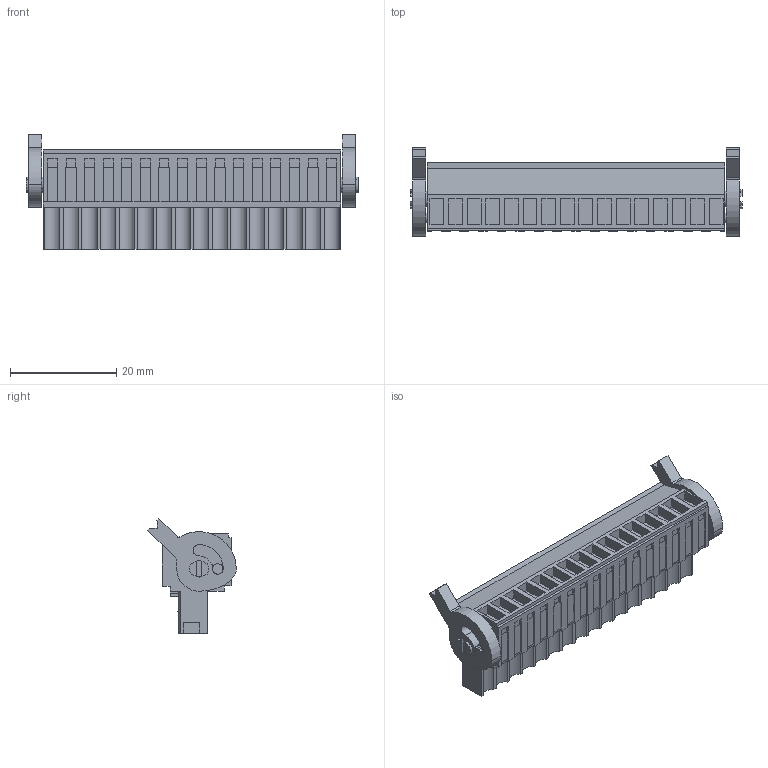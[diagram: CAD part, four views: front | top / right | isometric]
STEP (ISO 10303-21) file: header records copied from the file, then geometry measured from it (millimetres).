
FILE_DESCRIPTION(('CATIA V5 STEP Exchange','CAx-IF Rec.Pracs.--- Model Styling and Organization---1.2---2011-12-15'),'2;1');
FILE_NAME ('D1454458_0_1687790000_1687790000.stp','2017-04-25T12:19:31+00:00',('none'),('Weidmueller'),'CATIA Version 5-6 Release 2014','CATIA V5 STEP AP214','none');
FILE_SCHEMA(('AUTOMOTIVE_DESIGN { 1 0 10303 214 1 1 1 1 }'));
Length unit declared in the file: millimetre
Products named in the file (1): 1687790000
Bounding box: 62.4 x 16.66 x 21.53 mm (x, y, z)
Volume: 8815.7 mm3; surface area: 7209.6 mm2
Topology: 19 solids, 19 shells, 1027 faces, 2881 edges, 1960 vertices
Faces by surface type: plane 893, cylinder 132, extrusion 2
Entity records: 30074 total; most frequent: ORIENTED_EDGE 5762, CARTESIAN_POINT 5404, DIRECTION 3927, EDGE_CURVE 2881, VECTOR 2441, LINE 2439, VERTEX_POINT 1960, EDGE_LOOP 1103
